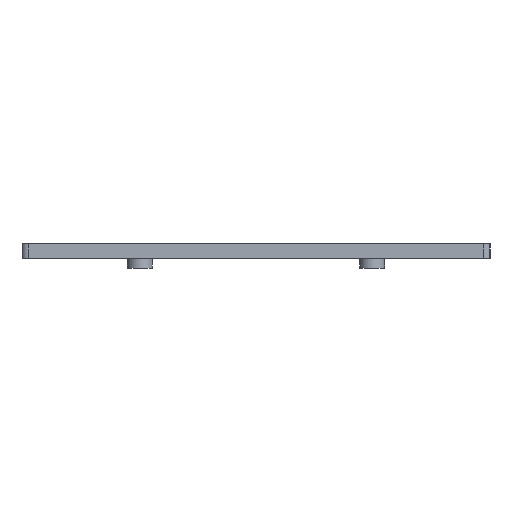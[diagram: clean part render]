
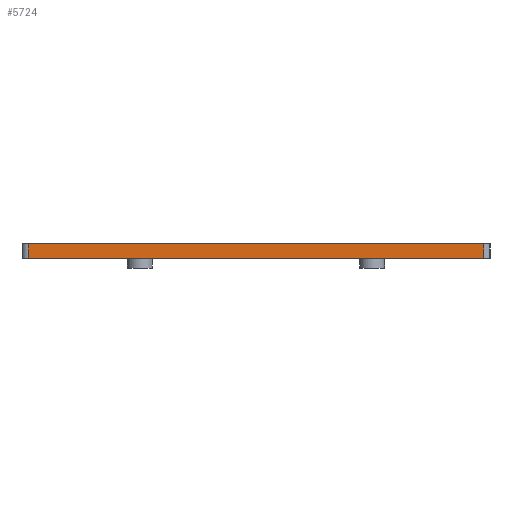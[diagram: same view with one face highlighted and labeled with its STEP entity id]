
A CAD part, left-side view. The second image highlights one B-rep face of the part: STEP entity #5724.
In plain terms, the highlighted planar face has unit normal (-1, 0, 0).
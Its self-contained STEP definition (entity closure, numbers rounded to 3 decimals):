
#334=PLANE('',#6032);
#608=FACE_OUTER_BOUND('',#944,.T.);
#944=EDGE_LOOP('',(#5431,#5432,#5433,#5434));
#959=LINE('',#7509,#1725);
#1065=LINE('',#7726,#1831);
#1067=LINE('',#7732,#1833);
#1068=LINE('',#7734,#1834);
#1725=VECTOR('',#6143,10.);
#1831=VECTOR('',#6261,10.);
#1833=VECTOR('',#6269,10.);
#1834=VECTOR('',#6272,10.);
#2541=VERTEX_POINT('',#7506);
#2542=VERTEX_POINT('',#7508);
#2647=VERTEX_POINT('',#7723);
#2648=VERTEX_POINT('',#7730);
#3083=EDGE_CURVE('',#2542,#2541,#959,.F.);
#3192=EDGE_CURVE('',#2647,#2542,#1065,.T.);
#3195=EDGE_CURVE('',#2541,#2648,#1067,.T.);
#3196=EDGE_CURVE('',#2648,#2647,#1068,.F.);
#5431=ORIENTED_EDGE('',*,*,#3192,.T.);
#5432=ORIENTED_EDGE('',*,*,#3083,.T.);
#5433=ORIENTED_EDGE('',*,*,#3195,.T.);
#5434=ORIENTED_EDGE('',*,*,#3196,.T.);
#5724=ADVANCED_FACE('',(#608),#334,.F.);
#6032=AXIS2_PLACEMENT_3D('',#9017,#7411,#7412);
#6143=DIRECTION('',(0.,-1.,0.));
#6261=DIRECTION('',(0.,0.,1.));
#6269=DIRECTION('',(0.,0.,-1.));
#6272=DIRECTION('',(0.,1.,0.));
#7411=DIRECTION('center_axis',(1.,0.,0.));
#7412=DIRECTION('ref_axis',(0.,1.,0.));
#7506=CARTESIAN_POINT('',(9.225,-10.225,0.3));
#7508=CARTESIAN_POINT('',(9.225,-85.025,0.3));
#7509=CARTESIAN_POINT('',(9.225,-66.675,0.3));
#7723=CARTESIAN_POINT('',(9.225,-85.025,-2.1));
#7726=CARTESIAN_POINT('',(9.225,-85.025,0.));
#7730=CARTESIAN_POINT('',(9.225,-10.225,-2.1));
#7732=CARTESIAN_POINT('',(9.225,-10.225,0.));
#7734=CARTESIAN_POINT('',(9.225,-66.675,-2.1));
#9017=CARTESIAN_POINT('Origin',(9.225,-85.725,0.));
